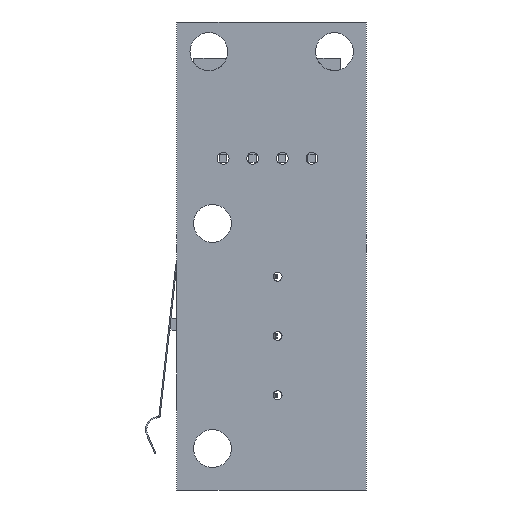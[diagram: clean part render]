
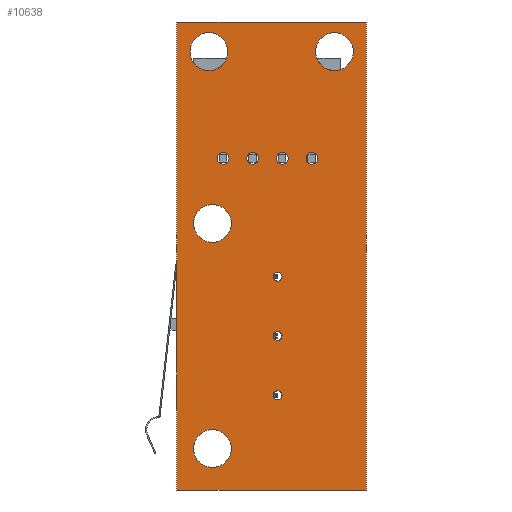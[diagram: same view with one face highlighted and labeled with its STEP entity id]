
A CAD part, front view. The second image highlights one B-rep face of the part: STEP entity #10638.
In plain terms, the highlighted planar face has unit normal (0, -1, 0).
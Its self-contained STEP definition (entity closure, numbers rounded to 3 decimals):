
#111=LINE('',#15525,#1164);
#115=LINE('',#15533,#1168);
#118=LINE('',#15539,#1171);
#121=LINE('',#15544,#1174);
#1164=VECTOR('',#12385,16.);
#1168=VECTOR('',#12391,39.5);
#1171=VECTOR('',#12396,16.);
#1174=VECTOR('',#12401,39.5);
#2222=PLANE('',#11305);
#2598=FACE_BOUND('',#3328,.T.);
#2599=FACE_BOUND('',#3329,.T.);
#2600=FACE_BOUND('',#3330,.T.);
#2601=FACE_BOUND('',#3331,.T.);
#2602=FACE_BOUND('',#3332,.T.);
#2603=FACE_BOUND('',#3333,.T.);
#2604=FACE_BOUND('',#3334,.T.);
#2605=FACE_BOUND('',#3335,.T.);
#2606=FACE_BOUND('',#3336,.T.);
#2607=FACE_BOUND('',#3337,.T.);
#2608=FACE_BOUND('',#3338,.T.);
#2675=FACE_OUTER_BOUND('',#3327,.T.);
#3327=EDGE_LOOP('',(#6870,#6871,#6872,#6873));
#3328=EDGE_LOOP('',(#6874));
#3329=EDGE_LOOP('',(#6875));
#3330=EDGE_LOOP('',(#6876));
#3331=EDGE_LOOP('',(#6877));
#3332=EDGE_LOOP('',(#6878));
#3333=EDGE_LOOP('',(#6879));
#3334=EDGE_LOOP('',(#6880));
#3335=EDGE_LOOP('',(#6881));
#3336=EDGE_LOOP('',(#6882));
#3337=EDGE_LOOP('',(#6883));
#3338=EDGE_LOOP('',(#6884));
#4003=CIRCLE('',#11269,1.6);
#4005=CIRCLE('',#11272,1.6);
#4007=CIRCLE('',#11275,1.6);
#4009=CIRCLE('',#11278,1.6);
#4011=CIRCLE('',#11281,0.5);
#4013=CIRCLE('',#11284,0.5);
#4015=CIRCLE('',#11287,0.5);
#4017=CIRCLE('',#11290,0.5);
#4019=CIRCLE('',#11293,0.375);
#4021=CIRCLE('',#11296,0.375);
#4023=CIRCLE('',#11299,0.375);
#4421=VERTEX_POINT('',#15470);
#4423=VERTEX_POINT('',#15475);
#4425=VERTEX_POINT('',#15480);
#4427=VERTEX_POINT('',#15485);
#4429=VERTEX_POINT('',#15490);
#4431=VERTEX_POINT('',#15495);
#4433=VERTEX_POINT('',#15500);
#4435=VERTEX_POINT('',#15505);
#4437=VERTEX_POINT('',#15510);
#4439=VERTEX_POINT('',#15515);
#4441=VERTEX_POINT('',#15520);
#4442=VERTEX_POINT('',#15523);
#4443=VERTEX_POINT('',#15524);
#4446=VERTEX_POINT('',#15532);
#4448=VERTEX_POINT('',#15538);
#5339=EDGE_CURVE('',#4421,#4421,#4003,.T.);
#5341=EDGE_CURVE('',#4423,#4423,#4005,.T.);
#5343=EDGE_CURVE('',#4425,#4425,#4007,.T.);
#5345=EDGE_CURVE('',#4427,#4427,#4009,.T.);
#5347=EDGE_CURVE('',#4429,#4429,#4011,.T.);
#5349=EDGE_CURVE('',#4431,#4431,#4013,.T.);
#5351=EDGE_CURVE('',#4433,#4433,#4015,.T.);
#5353=EDGE_CURVE('',#4435,#4435,#4017,.T.);
#5355=EDGE_CURVE('',#4437,#4437,#4019,.T.);
#5357=EDGE_CURVE('',#4439,#4439,#4021,.T.);
#5359=EDGE_CURVE('',#4441,#4441,#4023,.T.);
#5360=EDGE_CURVE('',#4442,#4443,#111,.T.);
#5364=EDGE_CURVE('',#4446,#4442,#115,.T.);
#5367=EDGE_CURVE('',#4448,#4446,#118,.T.);
#5370=EDGE_CURVE('',#4443,#4448,#121,.T.);
#6870=ORIENTED_EDGE('',*,*,#5370,.F.);
#6871=ORIENTED_EDGE('',*,*,#5360,.F.);
#6872=ORIENTED_EDGE('',*,*,#5364,.F.);
#6873=ORIENTED_EDGE('',*,*,#5367,.F.);
#6874=ORIENTED_EDGE('',*,*,#5339,.T.);
#6875=ORIENTED_EDGE('',*,*,#5341,.T.);
#6876=ORIENTED_EDGE('',*,*,#5343,.T.);
#6877=ORIENTED_EDGE('',*,*,#5345,.T.);
#6878=ORIENTED_EDGE('',*,*,#5347,.T.);
#6879=ORIENTED_EDGE('',*,*,#5349,.T.);
#6880=ORIENTED_EDGE('',*,*,#5351,.T.);
#6881=ORIENTED_EDGE('',*,*,#5353,.T.);
#6882=ORIENTED_EDGE('',*,*,#5355,.T.);
#6883=ORIENTED_EDGE('',*,*,#5357,.T.);
#6884=ORIENTED_EDGE('',*,*,#5359,.T.);
#10638=ADVANCED_FACE('',(#2675,#2598,#2599,#2600,#2601,#2602,#2603,#2604,
#2605,#2606,#2607,#2608),#2222,.F.);
#11269=AXIS2_PLACEMENT_3D('',#15471,#12321,#12322);
#11272=AXIS2_PLACEMENT_3D('',#15476,#12327,#12328);
#11275=AXIS2_PLACEMENT_3D('',#15481,#12333,#12334);
#11278=AXIS2_PLACEMENT_3D('',#15486,#12339,#12340);
#11281=AXIS2_PLACEMENT_3D('',#15491,#12345,#12346);
#11284=AXIS2_PLACEMENT_3D('',#15496,#12351,#12352);
#11287=AXIS2_PLACEMENT_3D('',#15501,#12357,#12358);
#11290=AXIS2_PLACEMENT_3D('',#15506,#12363,#12364);
#11293=AXIS2_PLACEMENT_3D('',#15511,#12369,#12370);
#11296=AXIS2_PLACEMENT_3D('',#15516,#12375,#12376);
#11299=AXIS2_PLACEMENT_3D('',#15521,#12381,#12382);
#11305=AXIS2_PLACEMENT_3D('',#15547,#12405,#12406);
#12321=DIRECTION('center_axis',(0.,1.,0.));
#12322=DIRECTION('ref_axis',(0.,0.,-1.));
#12327=DIRECTION('center_axis',(0.,1.,0.));
#12328=DIRECTION('ref_axis',(0.,0.,-1.));
#12333=DIRECTION('center_axis',(0.,1.,0.));
#12334=DIRECTION('ref_axis',(0.,0.,-1.));
#12339=DIRECTION('center_axis',(0.,1.,0.));
#12340=DIRECTION('ref_axis',(0.,0.,-1.));
#12345=DIRECTION('center_axis',(0.,1.,0.));
#12346=DIRECTION('ref_axis',(0.,0.,-1.));
#12351=DIRECTION('center_axis',(0.,1.,0.));
#12352=DIRECTION('ref_axis',(0.,0.,-1.));
#12357=DIRECTION('center_axis',(0.,1.,0.));
#12358=DIRECTION('ref_axis',(0.,0.,-1.));
#12363=DIRECTION('center_axis',(0.,1.,0.));
#12364=DIRECTION('ref_axis',(0.,0.,-1.));
#12369=DIRECTION('center_axis',(0.,1.,0.));
#12370=DIRECTION('ref_axis',(0.,0.,-1.));
#12375=DIRECTION('center_axis',(0.,1.,0.));
#12376=DIRECTION('ref_axis',(0.,0.,-1.));
#12381=DIRECTION('center_axis',(0.,1.,0.));
#12382=DIRECTION('ref_axis',(0.,0.,-1.));
#12385=DIRECTION('',(1.,0.,0.));
#12391=DIRECTION('',(0.,0.,1.));
#12396=DIRECTION('',(-1.,0.,0.));
#12401=DIRECTION('',(0.,0.,-1.));
#12405=DIRECTION('center_axis',(0.,1.,0.));
#12406=DIRECTION('ref_axis',(1.,0.,0.));
#15470=CARTESIAN_POINT('',(5.3,0.,18.85));
#15471=CARTESIAN_POINT('Origin',(5.3,0.,17.25));
#15475=CARTESIAN_POINT('',(-5.,0.,-14.65));
#15476=CARTESIAN_POINT('Origin',(-5.,0.,-16.25));
#15480=CARTESIAN_POINT('',(-5.,0.,4.35));
#15481=CARTESIAN_POINT('Origin',(-5.,0.,2.75));
#15485=CARTESIAN_POINT('',(-5.3,0.,18.85));
#15486=CARTESIAN_POINT('Origin',(-5.3,0.,17.25));
#15490=CARTESIAN_POINT('',(3.4,0.,8.75));
#15491=CARTESIAN_POINT('Origin',(3.4,0.,8.25));
#15495=CARTESIAN_POINT('',(0.9,0.,8.75));
#15496=CARTESIAN_POINT('Origin',(0.9,0.,8.25));
#15500=CARTESIAN_POINT('',(-1.6,0.,8.75));
#15501=CARTESIAN_POINT('Origin',(-1.6,0.,8.25));
#15505=CARTESIAN_POINT('',(-4.1,0.,8.75));
#15506=CARTESIAN_POINT('Origin',(-4.1,0.,8.25));
#15510=CARTESIAN_POINT('',(0.5,0.,-11.375));
#15511=CARTESIAN_POINT('Origin',(0.5,0.,-11.75));
#15515=CARTESIAN_POINT('',(0.5,0.,-6.375));
#15516=CARTESIAN_POINT('Origin',(0.5,0.,-6.75));
#15520=CARTESIAN_POINT('',(0.5,0.,-1.375));
#15521=CARTESIAN_POINT('Origin',(0.5,0.,-1.75));
#15523=CARTESIAN_POINT('',(-8.,0.,19.75));
#15524=CARTESIAN_POINT('',(8.,0.,19.75));
#15525=CARTESIAN_POINT('',(-8.,0.,19.75));
#15532=CARTESIAN_POINT('',(-8.,0.,-19.75));
#15533=CARTESIAN_POINT('',(-8.,0.,-19.75));
#15538=CARTESIAN_POINT('',(8.,0.,-19.75));
#15539=CARTESIAN_POINT('',(8.,0.,-19.75));
#15544=CARTESIAN_POINT('',(8.,0.,19.75));
#15547=CARTESIAN_POINT('Origin',(0.,0.,0.));
